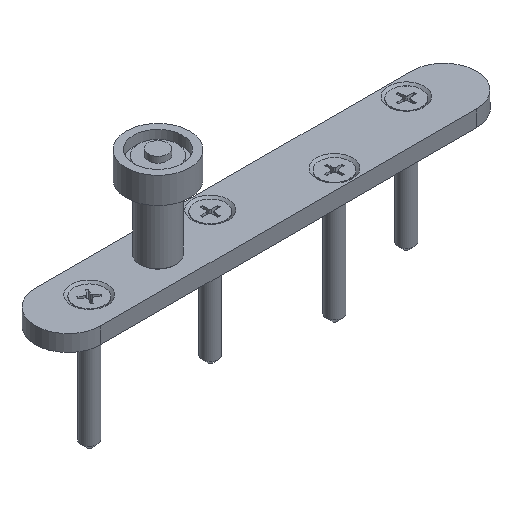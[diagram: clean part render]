
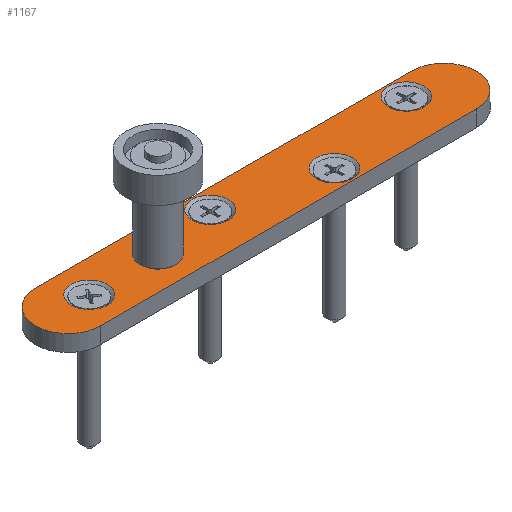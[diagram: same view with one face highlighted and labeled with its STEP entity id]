
A CAD part, isometric view. The second image highlights one B-rep face of the part: STEP entity #1167.
In plain terms, the highlighted planar face has unit normal (0, 0, 1).
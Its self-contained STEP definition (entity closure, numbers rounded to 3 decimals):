
#96=FACE_BOUND('',#236,.T.);
#97=FACE_BOUND('',#237,.T.);
#98=FACE_BOUND('',#238,.T.);
#99=FACE_BOUND('',#239,.T.);
#100=FACE_BOUND('',#240,.T.);
#115=PLANE('',#1383);
#168=FACE_OUTER_BOUND('',#235,.T.);
#235=EDGE_LOOP('',(#848,#849,#850,#851));
#236=EDGE_LOOP('',(#852,#853));
#237=EDGE_LOOP('',(#854,#855));
#238=EDGE_LOOP('',(#856,#857));
#239=EDGE_LOOP('',(#858,#859));
#240=EDGE_LOOP('',(#860));
#321=LINE('',#1989,#373);
#322=LINE('',#1992,#374);
#373=VECTOR('',#1604,10.);
#374=VECTOR('',#1607,10.);
#415=CIRCLE('',#1351,5.5);
#416=CIRCLE('',#1352,5.5);
#420=CIRCLE('',#1358,5.5);
#421=CIRCLE('',#1359,5.5);
#425=CIRCLE('',#1365,5.5);
#426=CIRCLE('',#1366,5.5);
#430=CIRCLE('',#1372,5.5);
#431=CIRCLE('',#1373,5.5);
#435=CIRCLE('',#1379,4.25);
#438=CIRCLE('',#1384,10.);
#439=CIRCLE('',#1385,10.);
#506=VERTEX_POINT('',#1919);
#507=VERTEX_POINT('',#1920);
#511=VERTEX_POINT('',#1933);
#512=VERTEX_POINT('',#1934);
#516=VERTEX_POINT('',#1947);
#517=VERTEX_POINT('',#1948);
#521=VERTEX_POINT('',#1961);
#522=VERTEX_POINT('',#1962);
#526=VERTEX_POINT('',#1975);
#529=VERTEX_POINT('',#1985);
#530=VERTEX_POINT('',#1986);
#531=VERTEX_POINT('',#1988);
#532=VERTEX_POINT('',#1990);
#625=EDGE_CURVE('',#506,#507,#415,.T.);
#626=EDGE_CURVE('',#507,#506,#416,.T.);
#632=EDGE_CURVE('',#511,#512,#420,.T.);
#633=EDGE_CURVE('',#512,#511,#421,.T.);
#639=EDGE_CURVE('',#516,#517,#425,.T.);
#640=EDGE_CURVE('',#517,#516,#426,.T.);
#646=EDGE_CURVE('',#521,#522,#430,.T.);
#647=EDGE_CURVE('',#522,#521,#431,.T.);
#653=EDGE_CURVE('',#526,#526,#435,.T.);
#658=EDGE_CURVE('',#529,#530,#438,.T.);
#659=EDGE_CURVE('',#530,#531,#321,.T.);
#660=EDGE_CURVE('',#531,#532,#439,.T.);
#661=EDGE_CURVE('',#532,#529,#322,.T.);
#848=ORIENTED_EDGE('',*,*,#658,.T.);
#849=ORIENTED_EDGE('',*,*,#659,.T.);
#850=ORIENTED_EDGE('',*,*,#660,.T.);
#851=ORIENTED_EDGE('',*,*,#661,.T.);
#852=ORIENTED_EDGE('',*,*,#625,.T.);
#853=ORIENTED_EDGE('',*,*,#626,.T.);
#854=ORIENTED_EDGE('',*,*,#632,.T.);
#855=ORIENTED_EDGE('',*,*,#633,.T.);
#856=ORIENTED_EDGE('',*,*,#639,.T.);
#857=ORIENTED_EDGE('',*,*,#640,.T.);
#858=ORIENTED_EDGE('',*,*,#646,.T.);
#859=ORIENTED_EDGE('',*,*,#647,.T.);
#860=ORIENTED_EDGE('',*,*,#653,.F.);
#1167=ADVANCED_FACE('',(#168,#96,#97,#98,#99,#100),#115,.T.);
#1351=AXIS2_PLACEMENT_3D('',#1921,#1526,#1527);
#1352=AXIS2_PLACEMENT_3D('',#1922,#1528,#1529);
#1358=AXIS2_PLACEMENT_3D('',#1935,#1542,#1543);
#1359=AXIS2_PLACEMENT_3D('',#1936,#1544,#1545);
#1365=AXIS2_PLACEMENT_3D('',#1949,#1558,#1559);
#1366=AXIS2_PLACEMENT_3D('',#1950,#1560,#1561);
#1372=AXIS2_PLACEMENT_3D('',#1963,#1574,#1575);
#1373=AXIS2_PLACEMENT_3D('',#1964,#1576,#1577);
#1379=AXIS2_PLACEMENT_3D('',#1976,#1590,#1591);
#1383=AXIS2_PLACEMENT_3D('',#1984,#1600,#1601);
#1384=AXIS2_PLACEMENT_3D('',#1987,#1602,#1603);
#1385=AXIS2_PLACEMENT_3D('',#1991,#1605,#1606);
#1526=DIRECTION('center_axis',(0.,0.,-1.));
#1527=DIRECTION('ref_axis',(1.,0.,0.));
#1528=DIRECTION('center_axis',(0.,0.,-1.));
#1529=DIRECTION('ref_axis',(1.,0.,0.));
#1542=DIRECTION('center_axis',(0.,0.,-1.));
#1543=DIRECTION('ref_axis',(1.,0.,0.));
#1544=DIRECTION('center_axis',(0.,0.,-1.));
#1545=DIRECTION('ref_axis',(1.,0.,0.));
#1558=DIRECTION('center_axis',(0.,0.,-1.));
#1559=DIRECTION('ref_axis',(1.,0.,0.));
#1560=DIRECTION('center_axis',(0.,0.,-1.));
#1561=DIRECTION('ref_axis',(1.,0.,0.));
#1574=DIRECTION('center_axis',(0.,0.,-1.));
#1575=DIRECTION('ref_axis',(1.,0.,0.));
#1576=DIRECTION('center_axis',(0.,0.,-1.));
#1577=DIRECTION('ref_axis',(1.,0.,0.));
#1590=DIRECTION('center_axis',(0.,0.,1.));
#1591=DIRECTION('ref_axis',(-1.,0.,0.));
#1600=DIRECTION('center_axis',(0.,0.,1.));
#1601=DIRECTION('ref_axis',(1.,0.,0.));
#1602=DIRECTION('center_axis',(0.,0.,1.));
#1603=DIRECTION('ref_axis',(0.,1.,0.));
#1604=DIRECTION('',(1.,0.,0.));
#1605=DIRECTION('center_axis',(0.,0.,1.));
#1606=DIRECTION('ref_axis',(0.,-1.,0.));
#1607=DIRECTION('',(-1.,0.,0.));
#1919=CARTESIAN_POINT('',(25.5,-4.,2.5));
#1920=CARTESIAN_POINT('',(14.5,-4.,2.5));
#1921=CARTESIAN_POINT('Origin',(20.,-4.,2.5));
#1922=CARTESIAN_POINT('Origin',(20.,-4.,2.5));
#1933=CARTESIAN_POINT('',(-45.5,0.,2.5));
#1934=CARTESIAN_POINT('',(-56.5,0.,2.5));
#1935=CARTESIAN_POINT('Origin',(-51.,0.,2.5));
#1936=CARTESIAN_POINT('Origin',(-51.,0.,2.5));
#1947=CARTESIAN_POINT('',(-4.5,4.,2.5));
#1948=CARTESIAN_POINT('',(-15.5,4.,2.5));
#1949=CARTESIAN_POINT('Origin',(-10.,4.,2.5));
#1950=CARTESIAN_POINT('Origin',(-10.,4.,2.5));
#1961=CARTESIAN_POINT('',(55.5,4.,2.5));
#1962=CARTESIAN_POINT('',(44.5,4.,2.5));
#1963=CARTESIAN_POINT('Origin',(50.,4.,2.5));
#1964=CARTESIAN_POINT('Origin',(50.,4.,2.5));
#1975=CARTESIAN_POINT('',(-25.75,0.,2.5));
#1976=CARTESIAN_POINT('Origin',(-30.,0.,2.5));
#1984=CARTESIAN_POINT('Origin',(-60.943,0.,
2.5));
#1985=CARTESIAN_POINT('',(-57.5,10.,2.5));
#1986=CARTESIAN_POINT('',(-57.5,-10.,2.5));
#1987=CARTESIAN_POINT('Origin',(-57.5,0.,2.5));
#1988=CARTESIAN_POINT('',(57.5,-10.,2.5));
#1989=CARTESIAN_POINT('',(-57.5,-10.,2.5));
#1990=CARTESIAN_POINT('',(57.5,10.,2.5));
#1991=CARTESIAN_POINT('Origin',(57.5,0.,2.5));
#1992=CARTESIAN_POINT('',(57.5,10.,2.5));
